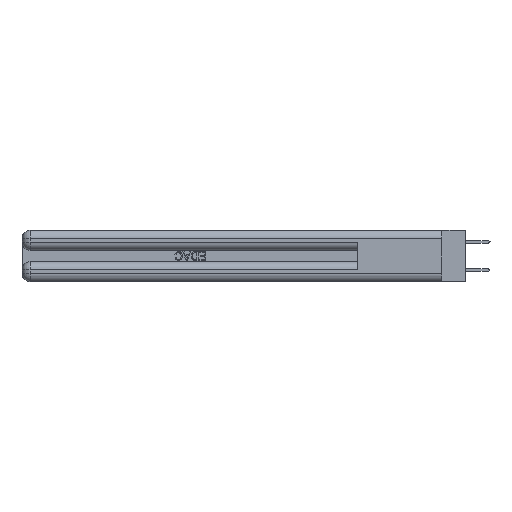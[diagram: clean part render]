
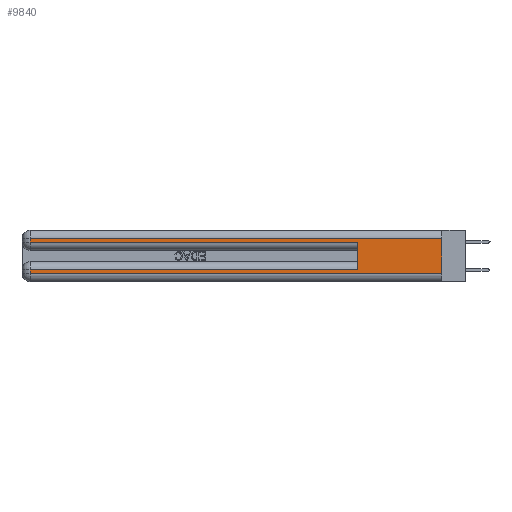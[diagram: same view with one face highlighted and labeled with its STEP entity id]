
A CAD part, left-side view. The second image highlights one B-rep face of the part: STEP entity #9840.
In plain terms, the highlighted planar face has unit normal (-1, 0, 0).
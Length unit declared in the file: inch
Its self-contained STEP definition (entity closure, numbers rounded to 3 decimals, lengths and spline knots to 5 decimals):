
#1062 = CARTESIAN_POINT ( 'NONE',  ( 0., 0., 0.085 ) ) ;
#1257 = CARTESIAN_POINT ( 'NONE',  ( 0., 2.94, 0.31 ) ) ;
#1338 = CARTESIAN_POINT ( 'NONE',  ( 0., 2.94, 0.285 ) ) ;
#1702 = VERTEX_POINT ( 'NONE', #36849 ) ;
#4290 = EDGE_CURVE ( 'NONE', #11089, #11309, #10333, .T. ) ;
#5980 = DIRECTION ( 'NONE',  ( 0., -1., 0. ) ) ;
#6494 = CARTESIAN_POINT ( 'NONE',  ( 0., 0., 0.31 ) ) ;
#6581 = PLANE ( 'NONE',  #34096 ) ;
#7637 = DIRECTION ( 'NONE',  ( 0., 0., -1. ) ) ;
#8190 = DIRECTION ( 'NONE',  ( 0., 1., 0. ) ) ;
#8561 = VECTOR ( 'NONE', #40326, 39.37008 ) ;
#9840 = ADVANCED_FACE ( 'NONE', ( #17545 ), #6581, .F. ) ;
#9960 = EDGE_CURVE ( 'NONE', #10677, #1702, #23810, .T. ) ;
#10309 = DIRECTION ( 'NONE',  ( 0., 0., 1. ) ) ;
#10333 = LINE ( 'NONE', #38667, #25439 ) ;
#10423 = LINE ( 'NONE', #1062, #27049 ) ;
#10677 = VERTEX_POINT ( 'NONE', #24039 ) ;
#10760 = ORIENTED_EDGE ( 'NONE', *, *, #22415, .F. ) ;
#11089 = VERTEX_POINT ( 'NONE', #6494 ) ;
#11309 = VERTEX_POINT ( 'NONE', #1257 ) ;
#11493 = DIRECTION ( 'NONE',  ( 0., 0., -1. ) ) ;
#12176 = LINE ( 'NONE', #26897, #8561 ) ;
#13130 = DIRECTION ( 'NONE',  ( 1., 0., 0. ) ) ;
#13237 = CARTESIAN_POINT ( 'NONE',  ( 0., 0.6, 0.285 ) ) ;
#14811 = ORIENTED_EDGE ( 'NONE', *, *, #34584, .T. ) ;
#14903 = ORIENTED_EDGE ( 'NONE', *, *, #24639, .T. ) ;
#15640 = EDGE_CURVE ( 'NONE', #30846, #35837, #16143, .T. ) ;
#16143 = LINE ( 'NONE', #36128, #37379 ) ;
#16813 = CARTESIAN_POINT ( 'NONE',  ( 0., 0.6, 0.145 ) ) ;
#17545 = FACE_OUTER_BOUND ( 'NONE', #32270, .T. ) ;
#17763 = LINE ( 'NONE', #16813, #29820 ) ;
#18384 = VECTOR ( 'NONE', #19552, 39.37008 ) ;
#18760 = CARTESIAN_POINT ( 'NONE',  ( 0., 0., 0.06 ) ) ;
#19552 = DIRECTION ( 'NONE',  ( 0., -1., 0. ) ) ;
#20347 = ORIENTED_EDGE ( 'NONE', *, *, #9960, .T. ) ;
#22323 = VERTEX_POINT ( 'NONE', #18760 ) ;
#22415 = EDGE_CURVE ( 'NONE', #11089, #22323, #12176, .T. ) ;
#22436 = CARTESIAN_POINT ( 'NONE',  ( 0., 0., 0.37 ) ) ;
#23458 = ORIENTED_EDGE ( 'NONE', *, *, #4290, .T. ) ;
#23810 = LINE ( 'NONE', #30352, #37246 ) ;
#24039 = CARTESIAN_POINT ( 'NONE',  ( 0., 2.94, 0.085 ) ) ;
#24639 = EDGE_CURVE ( 'NONE', #31105, #10677, #10423, .T. ) ;
#25002 = LINE ( 'NONE', #30323, #35878 ) ;
#25439 = VECTOR ( 'NONE', #39389, 39.37008 ) ;
#26584 = CARTESIAN_POINT ( 'NONE',  ( 0., 0.6, 0.085 ) ) ;
#26897 = CARTESIAN_POINT ( 'NONE',  ( 0., 0., 0.37 ) ) ;
#27049 = VECTOR ( 'NONE', #8190, 39.37008 ) ;
#27237 = LINE ( 'NONE', #29173, #18384 ) ;
#29173 = CARTESIAN_POINT ( 'NONE',  ( 0., 0., 0.06 ) ) ;
#29820 = VECTOR ( 'NONE', #10309, 39.37008 ) ;
#30323 = CARTESIAN_POINT ( 'NONE',  ( 0., 2.94, 0.37 ) ) ;
#30352 = CARTESIAN_POINT ( 'NONE',  ( 0., 2.94, 0.37 ) ) ;
#30846 = VERTEX_POINT ( 'NONE', #1338 ) ;
#31105 = VERTEX_POINT ( 'NONE', #26584 ) ;
#32270 = EDGE_LOOP ( 'NONE', ( #10760, #23458, #14811, #33170, #36639, #14903, #20347, #40742 ) ) ;
#33170 = ORIENTED_EDGE ( 'NONE', *, *, #15640, .T. ) ;
#33477 = DIRECTION ( 'NONE',  ( 0., 0., -1. ) ) ;
#34096 = AXIS2_PLACEMENT_3D ( 'NONE', #22436, #13130, #11493 ) ;
#34584 = EDGE_CURVE ( 'NONE', #11309, #30846, #25002, .T. ) ;
#35837 = VERTEX_POINT ( 'NONE', #13237 ) ;
#35878 = VECTOR ( 'NONE', #33477, 39.37008 ) ;
#36128 = CARTESIAN_POINT ( 'NONE',  ( 0., 0., 0.285 ) ) ;
#36639 = ORIENTED_EDGE ( 'NONE', *, *, #42483, .F. ) ;
#36849 = CARTESIAN_POINT ( 'NONE',  ( 0., 2.94, 0.06 ) ) ;
#37246 = VECTOR ( 'NONE', #7637, 39.37008 ) ;
#37379 = VECTOR ( 'NONE', #5980, 39.37008 ) ;
#38667 = CARTESIAN_POINT ( 'NONE',  ( 0., 0., 0.31 ) ) ;
#39366 = EDGE_CURVE ( 'NONE', #1702, #22323, #27237, .T. ) ;
#39389 = DIRECTION ( 'NONE',  ( 0., 1., 0. ) ) ;
#40326 = DIRECTION ( 'NONE',  ( 0., 0., -1. ) ) ;
#40742 = ORIENTED_EDGE ( 'NONE', *, *, #39366, .T. ) ;
#42483 = EDGE_CURVE ( 'NONE', #31105, #35837, #17763, .T. ) ;
